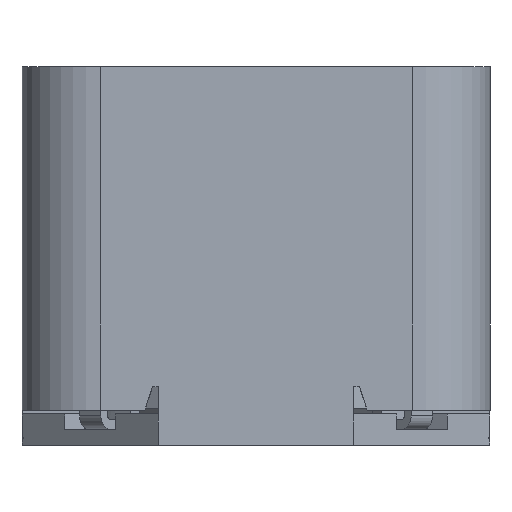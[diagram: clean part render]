
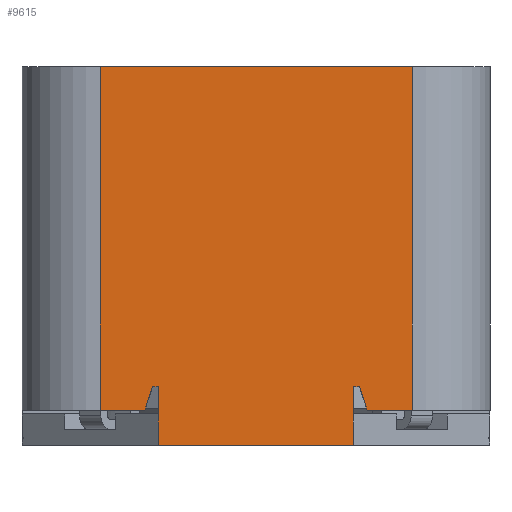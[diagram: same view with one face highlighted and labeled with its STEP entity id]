
A CAD part, front view. The second image highlights one B-rep face of the part: STEP entity #9615.
In plain terms, the highlighted face is planar.
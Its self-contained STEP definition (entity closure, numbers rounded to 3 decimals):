
#220=LINE('',#12756,#1025);
#221=LINE('',#12759,#1026);
#222=LINE('',#12761,#1027);
#223=LINE('',#12763,#1028);
#224=LINE('',#12765,#1029);
#225=LINE('',#12767,#1030);
#226=LINE('',#12769,#1031);
#227=LINE('',#12771,#1032);
#228=LINE('',#12773,#1033);
#229=LINE('',#12775,#1034);
#230=LINE('',#12777,#1035);
#231=LINE('',#12779,#1036);
#232=LINE('',#12781,#1037);
#233=LINE('',#12783,#1038);
#1025=VECTOR('',#10762,1000.);
#1026=VECTOR('',#10763,1000.);
#1027=VECTOR('',#10764,1000.);
#1028=VECTOR('',#10765,1000.);
#1029=VECTOR('',#10766,1000.);
#1030=VECTOR('',#10767,1000.);
#1031=VECTOR('',#10768,1000.);
#1032=VECTOR('',#10769,1000.);
#1033=VECTOR('',#10770,1000.);
#1034=VECTOR('',#10771,1000.);
#1035=VECTOR('',#10772,1000.);
#1036=VECTOR('',#10773,1000.);
#1037=VECTOR('',#10774,1000.);
#1038=VECTOR('',#10775,1000.);
#1868=ORIENTED_EDGE('',*,*,#3898,.F.);
#1869=ORIENTED_EDGE('',*,*,#3899,.F.);
#1870=ORIENTED_EDGE('',*,*,#3900,.F.);
#1871=ORIENTED_EDGE('',*,*,#3901,.T.);
#1872=ORIENTED_EDGE('',*,*,#3902,.T.);
#1873=ORIENTED_EDGE('',*,*,#3903,.T.);
#1874=ORIENTED_EDGE('',*,*,#3904,.F.);
#1875=ORIENTED_EDGE('',*,*,#3905,.F.);
#1876=ORIENTED_EDGE('',*,*,#3906,.T.);
#1877=ORIENTED_EDGE('',*,*,#3907,.T.);
#1878=ORIENTED_EDGE('',*,*,#3908,.T.);
#1879=ORIENTED_EDGE('',*,*,#3909,.T.);
#1880=ORIENTED_EDGE('',*,*,#3910,.T.);
#1881=ORIENTED_EDGE('',*,*,#3911,.T.);
#3898=EDGE_CURVE('',#4911,#4912,#220,.T.);
#3899=EDGE_CURVE('',#4913,#4911,#221,.T.);
#3900=EDGE_CURVE('',#4914,#4913,#222,.T.);
#3901=EDGE_CURVE('',#4914,#4915,#223,.T.);
#3902=EDGE_CURVE('',#4915,#4916,#224,.T.);
#3903=EDGE_CURVE('',#4916,#4917,#225,.T.);
#3904=EDGE_CURVE('',#4918,#4917,#226,.T.);
#3905=EDGE_CURVE('',#4919,#4918,#227,.T.);
#3906=EDGE_CURVE('',#4919,#4920,#228,.T.);
#3907=EDGE_CURVE('',#4920,#4921,#229,.T.);
#3908=EDGE_CURVE('',#4921,#4922,#230,.T.);
#3909=EDGE_CURVE('',#4922,#4923,#231,.T.);
#3910=EDGE_CURVE('',#4923,#4924,#232,.T.);
#3911=EDGE_CURVE('',#4924,#4912,#233,.T.);
#4911=VERTEX_POINT('',#12757);
#4912=VERTEX_POINT('',#12758);
#4913=VERTEX_POINT('',#12760);
#4914=VERTEX_POINT('',#12762);
#4915=VERTEX_POINT('',#12764);
#4916=VERTEX_POINT('',#12766);
#4917=VERTEX_POINT('',#12768);
#4918=VERTEX_POINT('',#12770);
#4919=VERTEX_POINT('',#12772);
#4920=VERTEX_POINT('',#12774);
#4921=VERTEX_POINT('',#12776);
#4922=VERTEX_POINT('',#12778);
#4923=VERTEX_POINT('',#12780);
#4924=VERTEX_POINT('',#12782);
#5680=EDGE_LOOP('',(#1868,#1869,#1870,#1871,#1872,#1873,#1874,#1875,#1876,
#1877,#1878,#1879,#1880,#1881));
#6117=FACE_BOUND('',#5680,.T.);
#6554=PLANE('',#10053);
#9615=ADVANCED_FACE('',(#6117),#6554,.T.);
#10053=AXIS2_PLACEMENT_3D('',#12755,#10760,#10761);
#10760=DIRECTION('',(1.,0.,0.));
#10761=DIRECTION('',(0.,0.,-1.));
#10762=DIRECTION('',(0.,-1.,0.));
#10763=DIRECTION('',(0.,0.,-1.));
#10764=DIRECTION('',(0.,0.,-1.));
#10765=DIRECTION('',(0.,1.,0.));
#10766=DIRECTION('',(0.,0.316,-0.949));
#10767=DIRECTION('',(0.,1.,0.));
#10768=DIRECTION('',(0.,0.,-1.));
#10769=DIRECTION('',(0.,1.,0.));
#10770=DIRECTION('',(0.,0.,-1.));
#10771=DIRECTION('',(0.,1.,0.));
#10772=DIRECTION('',(0.,0.316,0.949));
#10773=DIRECTION('',(0.,1.,0.));
#10774=DIRECTION('',(0.,0.,-1.));
#10775=DIRECTION('',(0.,0.,-1.));
#12755=CARTESIAN_POINT('',(6.,2.5,1.5));
#12756=CARTESIAN_POINT('',(6.,2.5,0.));
#12757=CARTESIAN_POINT('',(6.,2.5,0.));
#12758=CARTESIAN_POINT('',(6.,-2.5,0.));
#12759=CARTESIAN_POINT('',(6.,2.5,1.5));
#12760=CARTESIAN_POINT('',(6.,2.5,0.8));
#12761=CARTESIAN_POINT('',(6.,2.5,1.5));
#12762=CARTESIAN_POINT('',(6.,2.5,1.5));
#12763=CARTESIAN_POINT('',(6.,-2.65,1.5));
#12764=CARTESIAN_POINT('',(6.,2.65,1.5));
#12765=CARTESIAN_POINT('',(6.,2.65,1.5));
#12766=CARTESIAN_POINT('',(6.,2.85,0.9));
#12767=CARTESIAN_POINT('',(6.,-6.,0.9));
#12768=CARTESIAN_POINT('',(6.,4.,0.9));
#12769=CARTESIAN_POINT('',(6.,4.,9.7));
#12770=CARTESIAN_POINT('',(6.,4.,9.7));
#12771=CARTESIAN_POINT('',(6.,-6.,9.7));
#12772=CARTESIAN_POINT('',(6.,-4.,9.7));
#12773=CARTESIAN_POINT('',(6.,-4.,9.7));
#12774=CARTESIAN_POINT('',(6.,-4.,0.9));
#12775=CARTESIAN_POINT('',(6.,-6.,0.9));
#12776=CARTESIAN_POINT('',(6.,-2.85,0.9));
#12777=CARTESIAN_POINT('',(6.,-2.85,0.9));
#12778=CARTESIAN_POINT('',(6.,-2.65,1.5));
#12779=CARTESIAN_POINT('',(6.,-2.65,1.5));
#12780=CARTESIAN_POINT('',(6.,-2.5,1.5));
#12781=CARTESIAN_POINT('',(6.,-2.5,1.5));
#12782=CARTESIAN_POINT('',(6.,-2.5,0.8));
#12783=CARTESIAN_POINT('',(6.,-2.5,1.5));
